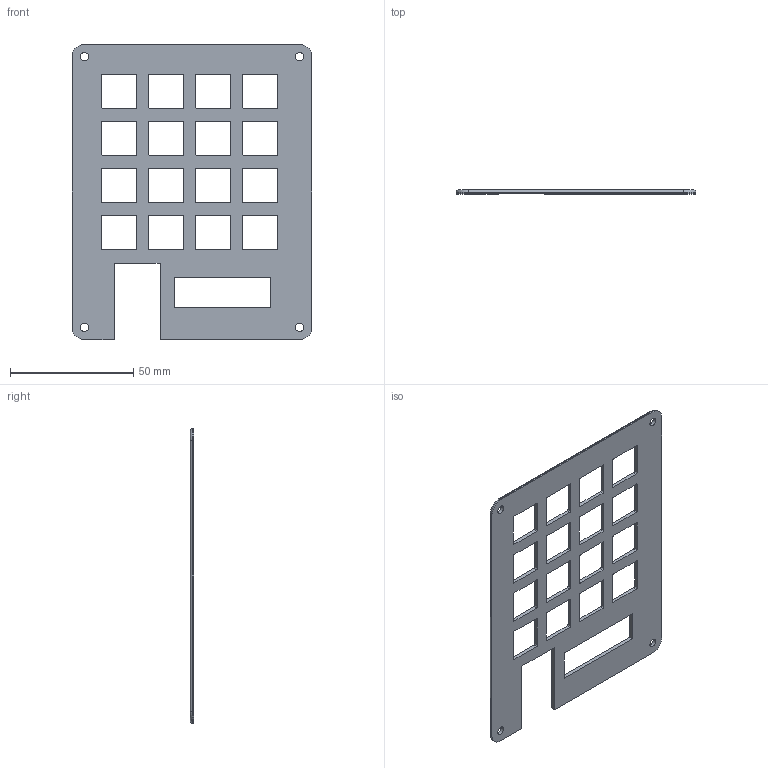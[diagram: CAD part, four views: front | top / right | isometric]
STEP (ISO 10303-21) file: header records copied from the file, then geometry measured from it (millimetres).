
FILE_DESCRIPTION(/* description */ ('','CAx-IF Rec.Pracs.---Representation and Presentation of Product Manufacturing Information (PMI)---4.0---2014-10-13'),/* implementation_level */ '2;1');
FILE_NAME(/* name */ 'Plate V1 v2.step',/* time_stamp */ '2025-02-20T19:18:20+05:30',/* author */ (''),/* organization */ (''),/* preprocessor_version */ 'ST-DEVELOPER v20',/* originating_system */ 'Autodesk Translation Framework v13.20.0.188',/* authorisation */ '');
FILE_SCHEMA (('AP242_MANAGED_MODEL_BASED_3D_ENGINEERING_MIM_LF { 1 0 10303 442 1 1 4 }'));
Length unit declared in the file: millimetre
Products named in the file (2): Plate V1; Plate
Assembly tree (1 placements, depth 2):
  Plate V1
    Plate
Bounding box: 97.2 x 1.5 x 119.67 mm (x, y, z)
Volume: 10984 mm3; surface area: 16858.7 mm2
Topology: 1 solids, 1 shells, 159 faces, 463 edges, 306 vertices
Faces by surface type: plane 78, cylinder 77, torus 4
Full cylindrical faces by diameter (mm): 3.4 x4
Entity records: 5428 total; most frequent: DIRECTION 945, CARTESIAN_POINT 931, ORIENTED_EDGE 926, EDGE_CURVE 463, AXIS2_PLACEMENT_3D 320, VERTEX_POINT 306, LINE 305, VECTOR 305
